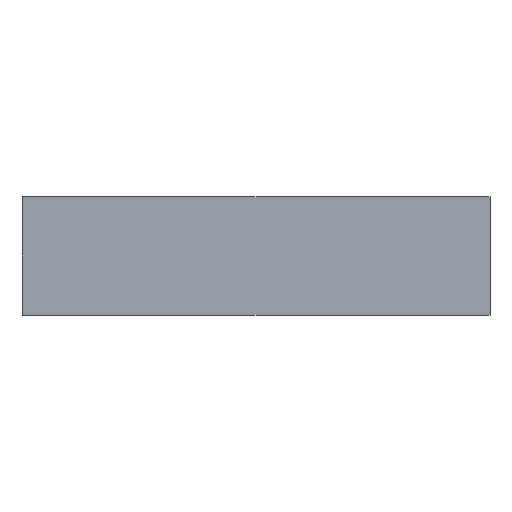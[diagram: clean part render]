
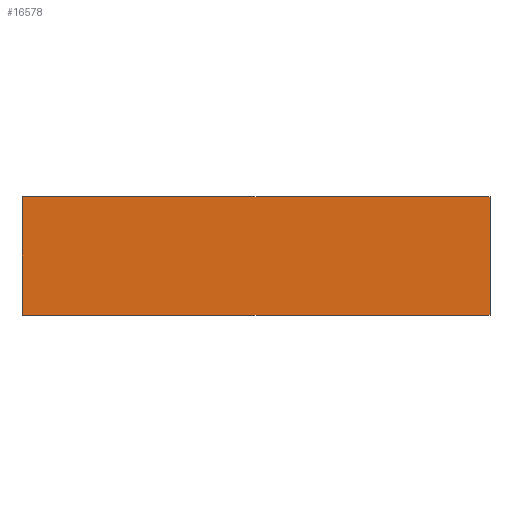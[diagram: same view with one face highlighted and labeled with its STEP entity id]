
A CAD part, front view. The second image highlights one B-rep face of the part: STEP entity #16578.
In plain terms, the highlighted planar face has unit normal (0, -1, 0).
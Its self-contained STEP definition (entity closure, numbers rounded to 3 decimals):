
#58 = CARTESIAN_POINT ( 'NONE',  ( 257., -15., -65. ) ) ;
#751 = LINE ( 'NONE', #22612, #5461 ) ;
#1270 = CARTESIAN_POINT ( 'NONE',  ( -257., -15., -65. ) ) ;
#1295 = DIRECTION ( 'NONE',  ( 0., 0., -1. ) ) ;
#1346 = VERTEX_POINT ( 'NONE', #19752 ) ;
#1996 = LINE ( 'NONE', #7899, #7156 ) ;
#4686 = CARTESIAN_POINT ( 'NONE',  ( 0., -15., 0. ) ) ;
#5211 = DIRECTION ( 'NONE',  ( 0., -1., 0. ) ) ;
#5461 = VECTOR ( 'NONE', #28181, 1000. ) ;
#5756 = ORIENTED_EDGE ( 'NONE', *, *, #16486, .T. ) ;
#7156 = VECTOR ( 'NONE', #21344, 1000. ) ;
#7899 = CARTESIAN_POINT ( 'NONE',  ( -257., -15., 65. ) ) ;
#10799 = EDGE_CURVE ( 'NONE', #15571, #1346, #751, .T. ) ;
#10976 = EDGE_LOOP ( 'NONE', ( #5756, #27043, #12875, #11660 ) ) ;
#11660 = ORIENTED_EDGE ( 'NONE', *, *, #16542, .T. ) ;
#12875 = ORIENTED_EDGE ( 'NONE', *, *, #10799, .T. ) ;
#15571 = VERTEX_POINT ( 'NONE', #58 ) ;
#16486 = EDGE_CURVE ( 'NONE', #30613, #26824, #17435, .T. ) ;
#16542 = EDGE_CURVE ( 'NONE', #1346, #30613, #1996, .T. ) ;
#16578 = ADVANCED_FACE ( 'NONE', ( #29950 ), #21001, .T. ) ;
#17435 = LINE ( 'NONE', #25862, #32374 ) ;
#19752 = CARTESIAN_POINT ( 'NONE',  ( 257., -15., 65. ) ) ;
#20627 = LINE ( 'NONE', #1270, #28011 ) ;
#21001 = PLANE ( 'NONE',  #30653 ) ;
#21344 = DIRECTION ( 'NONE',  ( -1., 0., 0. ) ) ;
#21523 = DIRECTION ( 'NONE',  ( 0., 0., -1. ) ) ;
#22612 = CARTESIAN_POINT ( 'NONE',  ( 257., -15., 65. ) ) ;
#23322 = DIRECTION ( 'NONE',  ( 1., 0., 0. ) ) ;
#25862 = CARTESIAN_POINT ( 'NONE',  ( -257., -15., 65. ) ) ;
#26824 = VERTEX_POINT ( 'NONE', #31132 ) ;
#27043 = ORIENTED_EDGE ( 'NONE', *, *, #32907, .T. ) ;
#27457 = CARTESIAN_POINT ( 'NONE',  ( -257., -15., 65. ) ) ;
#28011 = VECTOR ( 'NONE', #23322, 1000. ) ;
#28181 = DIRECTION ( 'NONE',  ( 0., 0., 1. ) ) ;
#29950 = FACE_OUTER_BOUND ( 'NONE', #10976, .T. ) ;
#30613 = VERTEX_POINT ( 'NONE', #27457 ) ;
#30653 = AXIS2_PLACEMENT_3D ( 'NONE', #4686, #5211, #21523 ) ;
#31132 = CARTESIAN_POINT ( 'NONE',  ( -257., -15., -65. ) ) ;
#32374 = VECTOR ( 'NONE', #1295, 1000. ) ;
#32907 = EDGE_CURVE ( 'NONE', #26824, #15571, #20627, .T. ) ;
